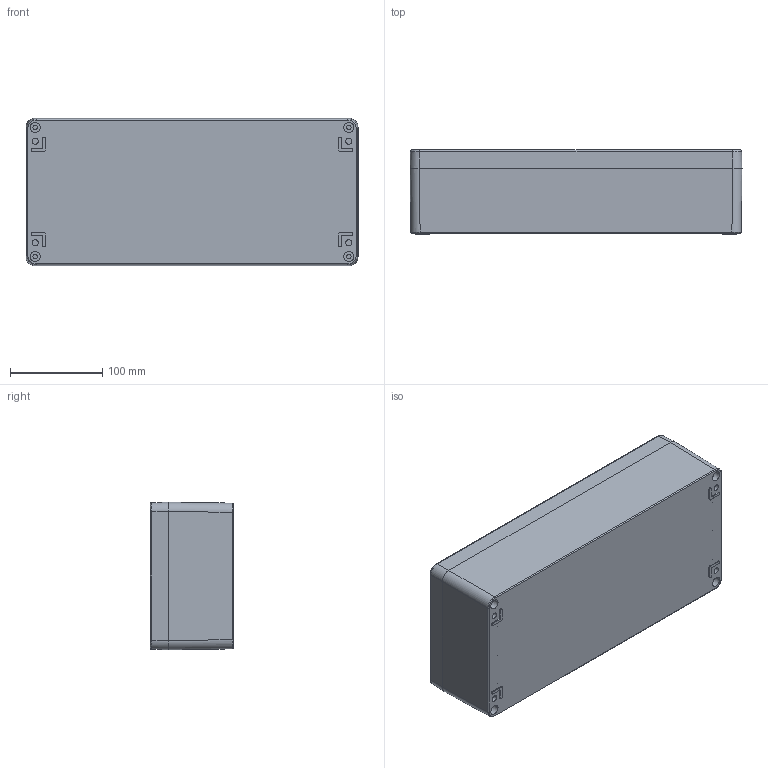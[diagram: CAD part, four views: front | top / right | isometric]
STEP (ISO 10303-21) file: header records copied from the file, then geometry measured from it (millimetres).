
FILE_DESCRIPTION((''),'2;1');
FILE_NAME('CA-310_ASM','2010-04-13T',('M.Fehring'),(''),'PRO/ENGINEER BY PARAMETRIC TECHNOLOGY CORPORATION, 2005070','PRO/ENGINEER BY PARAMETRIC TECHNOLOGY CORPORATION, 2005070','');
FILE_SCHEMA(('AUTOMOTIVE_DESIGN_CC2 { 1 2 10303 214 -1 1 5 2 }'));
Length unit declared in the file: millimetre
Products named in the file (8): CA-310_UT_PRT; 9261018000; CA-310_UT_ASM; CA-310_DE_PRT; 9261104000; CA-310_DE_ASM; 9261021000; CA-310_ASM
Assembly tree (13 placements, depth 3):
  CA-310_ASM
    CA-310_UT_ASM
      CA-310_UT_PRT
      9261018000  x4
    CA-310_DE_ASM
      CA-310_DE_PRT
      9261104000
    9261021000  x4
Bounding box: 360 x 91 x 160 mm (x, y, z)
Volume: 975483.5 mm3; surface area: 436937.9 mm2
Topology: 16 solids, 16 shells, 904 faces, 2410 edges, 1539 vertices
Faces by surface type: plane 422, cylinder 273, cone 159, bspline 27, torus 23
Entity records: 23260 total; most frequent: CARTESIAN_POINT 5797, ORIENTED_EDGE 2756, DIRECTION 2706, PRESENTATION_STYLE_ASSIGNMENT 1384, STYLED_ITEM 1384, CURVE_STYLE 1378, EDGE_CURVE 1378, AXIS2_PLACEMENT_3D 995
